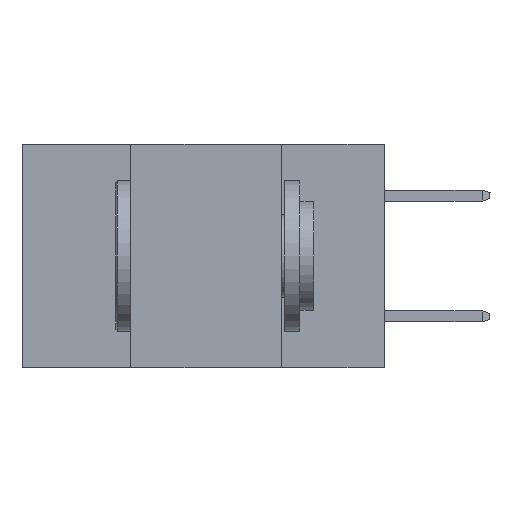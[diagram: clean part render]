
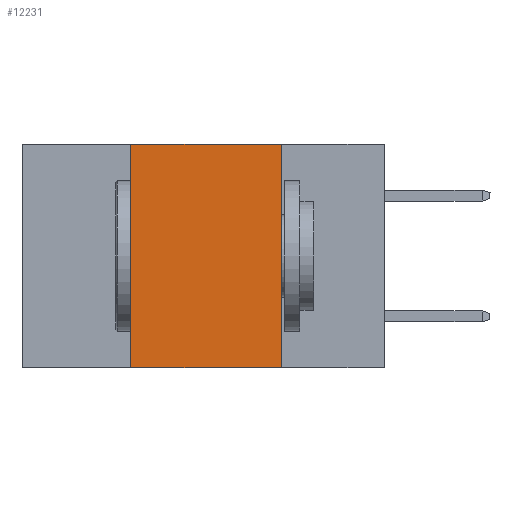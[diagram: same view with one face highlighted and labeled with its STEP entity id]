
A CAD part, left-side view. The second image highlights one B-rep face of the part: STEP entity #12231.
In plain terms, the highlighted planar face has unit normal (-1, 0, 0).
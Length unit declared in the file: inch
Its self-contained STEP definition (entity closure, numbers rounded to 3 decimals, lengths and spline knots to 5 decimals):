
#173 = DIRECTION ( 'NONE',  ( 0., 0., -1. ) ) ;
#196 = DIRECTION ( 'NONE',  ( 0., -1., 0. ) ) ;
#202 = ORIENTED_EDGE ( 'NONE', *, *, #2109, .F. ) ;
#947 = LINE ( 'NONE', #7416, #2479 ) ;
#1502 = VERTEX_POINT ( 'NONE', #2427 ) ;
#1653 = CARTESIAN_POINT ( 'NONE',  ( 0., 0.6, -0.37 ) ) ;
#1713 = ORIENTED_EDGE ( 'NONE', *, *, #10585, .F. ) ;
#2040 = AXIS2_PLACEMENT_3D ( 'NONE', #6308, #14945, #173 ) ;
#2109 = EDGE_CURVE ( 'NONE', #1502, #2447, #13285, .T. ) ;
#2235 = EDGE_CURVE ( 'NONE', #3760, #2447, #10929, .T. ) ;
#2374 = CARTESIAN_POINT ( 'NONE',  ( 0., 0.42, -0.37 ) ) ;
#2427 = CARTESIAN_POINT ( 'NONE',  ( 0., 0.17, 0. ) ) ;
#2447 = VERTEX_POINT ( 'NONE', #8093 ) ;
#2479 = VECTOR ( 'NONE', #13698, 39.37008 ) ;
#3608 = EDGE_CURVE ( 'NONE', #3760, #9807, #7822, .T. ) ;
#3611 = PLANE ( 'NONE',  #2040 ) ;
#3760 = VERTEX_POINT ( 'NONE', #2374 ) ;
#3774 = DIRECTION ( 'NONE',  ( 0., 0., -1. ) ) ;
#3797 = EDGE_LOOP ( 'NONE', ( #202, #1713, #5952, #13172 ) ) ;
#4728 = CARTESIAN_POINT ( 'NONE',  ( 0., 0.42, 0. ) ) ;
#5148 = VECTOR ( 'NONE', #196, 39.37008 ) ;
#5952 = ORIENTED_EDGE ( 'NONE', *, *, #3608, .F. ) ;
#6308 = CARTESIAN_POINT ( 'NONE',  ( 0., 0.6, 0. ) ) ;
#7416 = CARTESIAN_POINT ( 'NONE',  ( 0., 0.6, 0. ) ) ;
#7822 = LINE ( 'NONE', #8266, #10698 ) ;
#8093 = CARTESIAN_POINT ( 'NONE',  ( 0., 0.17, -0.37 ) ) ;
#8266 = CARTESIAN_POINT ( 'NONE',  ( 0., 0.42, 0. ) ) ;
#9807 = VERTEX_POINT ( 'NONE', #4728 ) ;
#10585 = EDGE_CURVE ( 'NONE', #9807, #1502, #947, .T. ) ;
#10698 = VECTOR ( 'NONE', #14470, 39.37008 ) ;
#10929 = LINE ( 'NONE', #1653, #5148 ) ;
#12231 = ADVANCED_FACE ( 'NONE', ( #12844 ), #3611, .F. ) ;
#12844 = FACE_OUTER_BOUND ( 'NONE', #3797, .T. ) ;
#13172 = ORIENTED_EDGE ( 'NONE', *, *, #2235, .T. ) ;
#13285 = LINE ( 'NONE', #14794, #14265 ) ;
#13698 = DIRECTION ( 'NONE',  ( 0., -1., 0. ) ) ;
#14265 = VECTOR ( 'NONE', #3774, 39.37008 ) ;
#14470 = DIRECTION ( 'NONE',  ( 0., 0., 1. ) ) ;
#14794 = CARTESIAN_POINT ( 'NONE',  ( 0., 0.17, 0. ) ) ;
#14945 = DIRECTION ( 'NONE',  ( 1., 0., 0. ) ) ;
